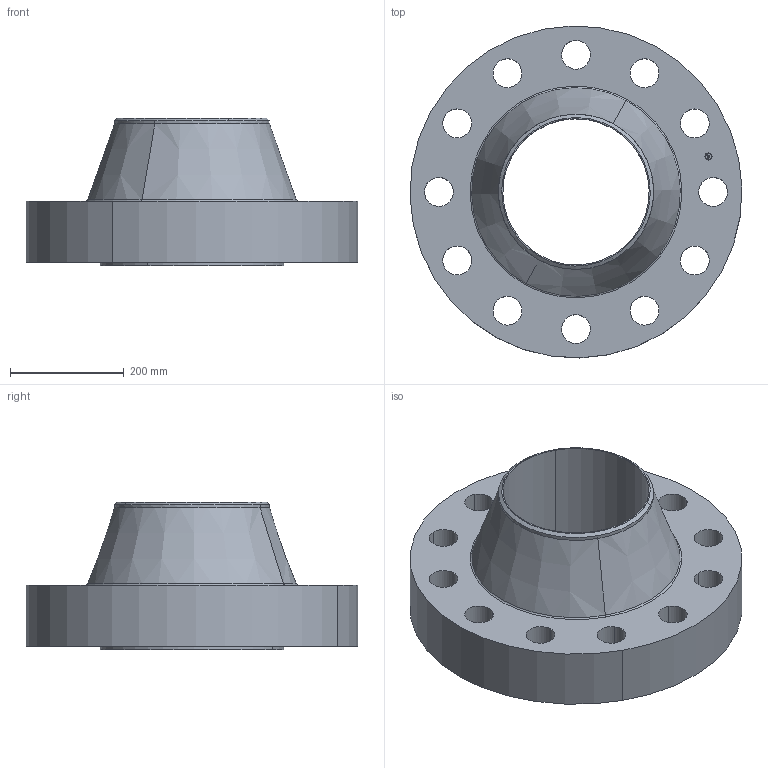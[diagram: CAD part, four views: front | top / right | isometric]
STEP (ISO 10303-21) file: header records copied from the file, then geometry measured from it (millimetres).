
FILE_DESCRIPTION(('3D STEP'),'2;1');
FILE_NAME('10-1500-WELD-NECK-RF-30-FLANGE.stp','2013-03-11T02:54:09+00:00',('Texas Flange'),(''),'CATIA Version 5 Release 20 SP 6 (IN-10)','CATIA V5 STEP AP214','800-826-3801');
FILE_SCHEMA(('AUTOMOTIVE_DESIGN { 1 0 10303 214 1 1 1 1 }'));
Length unit declared in the file: inch
Products named in the file (1): 10-1500-WELD-NECK-RF-30-FLANGE
Bounding box: 584.04 x 584.04 x 260.35 mm (x, y, z)
Volume: 24914101 mm3; surface area: 1107868.7 mm2
Topology: 1 solids, 1 shells, 427 faces, 1214 edges, 808 vertices
Faces by surface type: plane 369, cylinder 52, cone 4, torus 2
Entity records: 16020 total; most frequent: ORIENTED_EDGE 2428, CARTESIAN_POINT 2397, DIRECTION 1962, EDGE_CURVE 1214, VECTOR 1100, LINE 1100, VERTEX_POINT 808, AXIS2_PLACEMENT_3D 489
